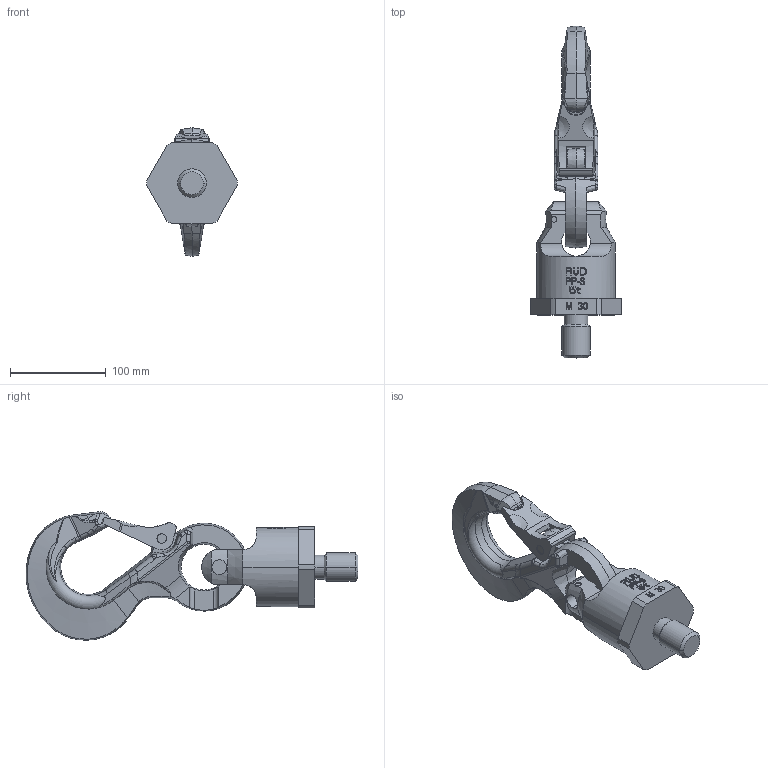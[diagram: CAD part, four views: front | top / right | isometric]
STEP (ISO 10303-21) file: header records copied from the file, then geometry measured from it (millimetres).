
FILE_DESCRIPTION((''),'2;1');
FILE_NAME('001-M31444-P21_ASM','2004-10-07T',('Leichs'),(''),'PRO/ENGINEER BY PARAMETRIC TECHNOLOGY CORPORATION, 2001400','PRO/ENGINEER BY PARAMETRIC TECHNOLOGY CORPORATION, 2001400','');
FILE_SCHEMA(('CONFIG_CONTROL_DESIGN'));
Length unit declared in the file: millimetre
Products named in the file (6): 001-M31444-005; 001-M31444-003; 001-M31479-001; 001-M31480-001; 001-M31479-002_ASM; 001-M31444-P21_ASM
Assembly tree (5 placements, depth 3):
  001-M31444-P21_ASM
    001-M31444-005
    001-M31444-003
    001-M31479-002_ASM
      001-M31479-001
      001-M31480-001
Bounding box: 94.98 x 347.38 x 134.49 mm (x, y, z)
Volume: 841773.1 mm3; surface area: 119046.8 mm2
Topology: 4 solids, 4 shells, 721 faces, 1957 edges, 1264 vertices
Faces by surface type: plane 470, cylinder 117, bspline 62, cone 44, torus 18, sphere 10
Entity records: 25696 total; most frequent: CARTESIAN_POINT 8486, ORIENTED_EDGE 3914, DIRECTION 3059, EDGE_CURVE 1957, VERTEX_POINT 1264, AXIS2_PLACEMENT_3D 1024, VECTOR 1011, LINE 1011
